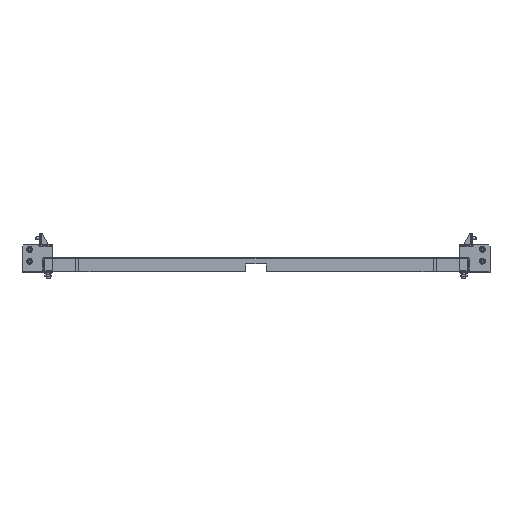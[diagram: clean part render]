
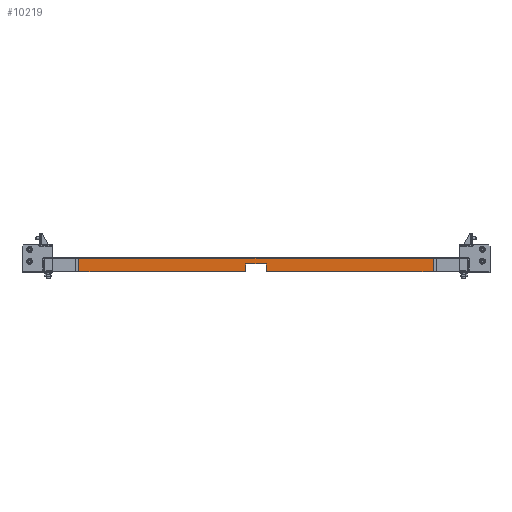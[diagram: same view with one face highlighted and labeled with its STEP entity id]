
A CAD part, front view. The second image highlights one B-rep face of the part: STEP entity #10219.
In plain terms, the highlighted planar face has unit normal (0, -1, 0).
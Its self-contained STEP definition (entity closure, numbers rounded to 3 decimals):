
#27 = VECTOR ( 'NONE', #18759, 1000. ) ;
#422 = DIRECTION ( 'NONE',  ( 0., 0., 1. ) ) ;
#439 = PLANE ( 'NONE',  #12849 ) ;
#486 = VERTEX_POINT ( 'NONE', #17892 ) ;
#531 = DIRECTION ( 'NONE',  ( 0., 0., 1. ) ) ;
#827 = CARTESIAN_POINT ( 'NONE',  ( 0., -960.5, -30. ) ) ;
#1014 = LINE ( 'NONE', #9801, #8275 ) ;
#1253 = EDGE_CURVE ( 'NONE', #486, #20605, #1014, .T. ) ;
#2179 = ORIENTED_EDGE ( 'NONE', *, *, #21055, .T. ) ;
#2448 = VERTEX_POINT ( 'NONE', #25075 ) ;
#4231 = CARTESIAN_POINT ( 'NONE',  ( 0., -960.5, -30. ) ) ;
#4727 = CARTESIAN_POINT ( 'NONE',  ( 0., -960.5, 0. ) ) ;
#4989 = VECTOR ( 'NONE', #13253, 1000. ) ;
#5158 = CARTESIAN_POINT ( 'NONE',  ( 371.5, -960.5, -30. ) ) ;
#5584 = VECTOR ( 'NONE', #19060, 1000. ) ;
#5979 = CARTESIAN_POINT ( 'NONE',  ( -371.5, -960.5, -30. ) ) ;
#6410 = EDGE_CURVE ( 'NONE', #16011, #2448, #16802, .T. ) ;
#7372 = CARTESIAN_POINT ( 'NONE',  ( -21.5, -960.5, -30. ) ) ;
#7402 = ORIENTED_EDGE ( 'NONE', *, *, #9453, .T. ) ;
#7671 = VERTEX_POINT ( 'NONE', #22156 ) ;
#8127 = VECTOR ( 'NONE', #20724, 1000. ) ;
#8275 = VECTOR ( 'NONE', #9715, 1000. ) ;
#8492 = CARTESIAN_POINT ( 'NONE',  ( 371.5, -960.5, -30. ) ) ;
#8677 = VECTOR ( 'NONE', #422, 1000. ) ;
#9453 = EDGE_CURVE ( 'NONE', #24308, #7671, #20222, .T. ) ;
#9715 = DIRECTION ( 'NONE',  ( 0., 0., -1. ) ) ;
#9801 = CARTESIAN_POINT ( 'NONE',  ( 21.5, -960.5, 0. ) ) ;
#10219 = ADVANCED_FACE ( 'NONE', ( #24439 ), #439, .F. ) ;
#10803 = ORIENTED_EDGE ( 'NONE', *, *, #1253, .T. ) ;
#11473 = LINE ( 'NONE', #25381, #5584 ) ;
#11787 = DIRECTION ( 'NONE',  ( 0., 0., 1. ) ) ;
#12108 = ORIENTED_EDGE ( 'NONE', *, *, #26202, .T. ) ;
#12665 = LINE ( 'NONE', #12902, #23522 ) ;
#12679 = CARTESIAN_POINT ( 'NONE',  ( -371.5, -960.5, -30. ) ) ;
#12849 = AXIS2_PLACEMENT_3D ( 'NONE', #4727, #19280, #531 ) ;
#12902 = CARTESIAN_POINT ( 'NONE',  ( 448.743, -960.5, -1.414 ) ) ;
#13253 = DIRECTION ( 'NONE',  ( 1., 0., 0. ) ) ;
#13593 = LINE ( 'NONE', #8492, #8677 ) ;
#15093 = ORIENTED_EDGE ( 'NONE', *, *, #6410, .F. ) ;
#15113 = CARTESIAN_POINT ( 'NONE',  ( 21.5, -960.5, -30. ) ) ;
#15762 = LINE ( 'NONE', #4231, #8127 ) ;
#16011 = VERTEX_POINT ( 'NONE', #5979 ) ;
#16356 = ORIENTED_EDGE ( 'NONE', *, *, #17398, .T. ) ;
#16802 = LINE ( 'NONE', #12679, #27 ) ;
#17398 = EDGE_CURVE ( 'NONE', #7671, #486, #11473, .T. ) ;
#17892 = CARTESIAN_POINT ( 'NONE',  ( 21.5, -960.5, -13.5 ) ) ;
#18213 = CARTESIAN_POINT ( 'NONE',  ( -21.5, -960.5, 0. ) ) ;
#18759 = DIRECTION ( 'NONE',  ( 0., 0., 1. ) ) ;
#19060 = DIRECTION ( 'NONE',  ( 1., 0., 0. ) ) ;
#19280 = DIRECTION ( 'NONE',  ( 0., 1., 0. ) ) ;
#19405 = ORIENTED_EDGE ( 'NONE', *, *, #25063, .T. ) ;
#19431 = EDGE_CURVE ( 'NONE', #20605, #24757, #15762, .T. ) ;
#19442 = DIRECTION ( 'NONE',  ( -1., 0., 0. ) ) ;
#19538 = VECTOR ( 'NONE', #11787, 1000. ) ;
#20222 = LINE ( 'NONE', #18213, #19538 ) ;
#20605 = VERTEX_POINT ( 'NONE', #15113 ) ;
#20724 = DIRECTION ( 'NONE',  ( 1., 0., 0. ) ) ;
#21055 = EDGE_CURVE ( 'NONE', #16011, #24308, #24106, .T. ) ;
#22156 = CARTESIAN_POINT ( 'NONE',  ( -21.5, -960.5, -13.5 ) ) ;
#23522 = VECTOR ( 'NONE', #19442, 1000. ) ;
#24106 = LINE ( 'NONE', #827, #4989 ) ;
#24308 = VERTEX_POINT ( 'NONE', #7372 ) ;
#24439 = FACE_OUTER_BOUND ( 'NONE', #24544, .T. ) ;
#24544 = EDGE_LOOP ( 'NONE', ( #12108, #19405, #15093, #2179, #7402, #16356, #10803, #26499 ) ) ;
#24757 = VERTEX_POINT ( 'NONE', #5158 ) ;
#25054 = VERTEX_POINT ( 'NONE', #25590 ) ;
#25063 = EDGE_CURVE ( 'NONE', #25054, #2448, #12665, .T. ) ;
#25075 = CARTESIAN_POINT ( 'NONE',  ( -371.5, -960.5, -1.414 ) ) ;
#25381 = CARTESIAN_POINT ( 'NONE',  ( 0., -960.5, -13.5 ) ) ;
#25590 = CARTESIAN_POINT ( 'NONE',  ( 371.5, -960.5, -1.414 ) ) ;
#26202 = EDGE_CURVE ( 'NONE', #24757, #25054, #13593, .T. ) ;
#26499 = ORIENTED_EDGE ( 'NONE', *, *, #19431, .T. ) ;
